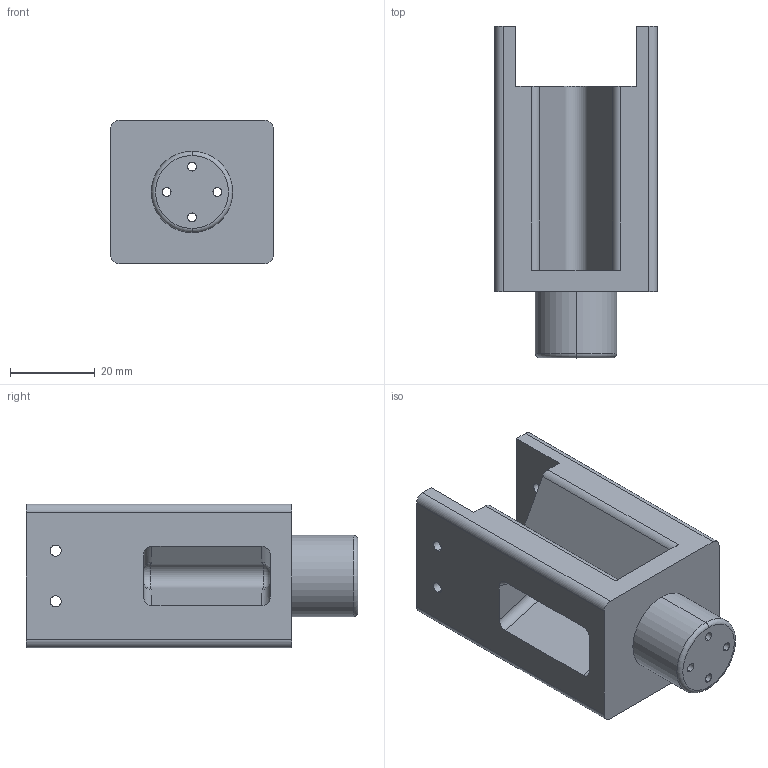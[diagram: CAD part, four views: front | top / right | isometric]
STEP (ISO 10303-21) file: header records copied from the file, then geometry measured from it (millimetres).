
FILE_DESCRIPTION (( 'STEP AP214' ), '1' );
FILE_NAME ('factr_teleop_franka_l1.STEP', '2025-03-30T19:46:31', ( '' ), ( '' ), 'SwSTEP 2.0', 'SolidWorks 2024', '' );
FILE_SCHEMA (( 'AUTOMOTIVE_DESIGN' ));
Length unit declared in the file: millimetre
Products named in the file (1): factr_teleop_franka_l1
Bounding box: 38.4 x 78.45 x 34 mm (x, y, z)
Volume: 48907.8 mm3; surface area: 17065.9 mm2
Topology: 1 solids, 1 shells, 94 faces, 249 edges, 160 vertices
Faces by surface type: cylinder 51, plane 29, bspline 8, torus 6
Entity records: 3302 total; most frequent: CARTESIAN_POINT 864, DIRECTION 529, ORIENTED_EDGE 498, EDGE_CURVE 249, AXIS2_PLACEMENT_3D 209, VERTEX_POINT 160, CIRCLE 122, EDGE_LOOP 117
